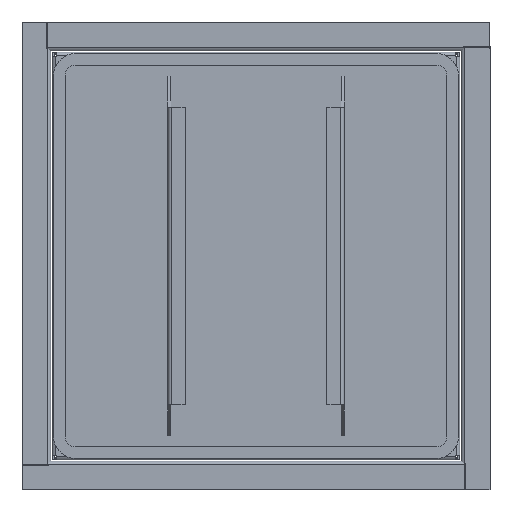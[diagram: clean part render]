
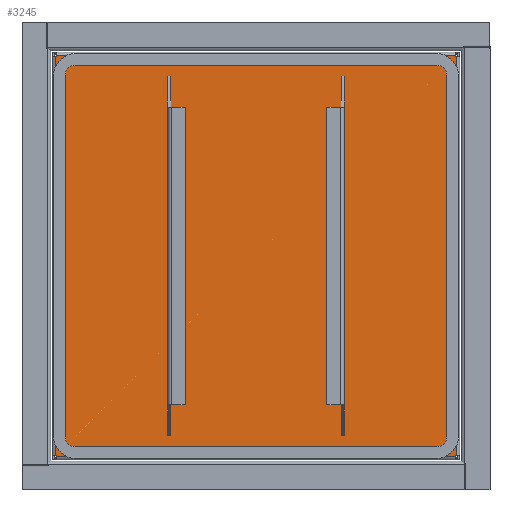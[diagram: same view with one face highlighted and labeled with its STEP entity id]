
A CAD part, front view. The second image highlights one B-rep face of the part: STEP entity #3245.
In plain terms, the highlighted face is planar.
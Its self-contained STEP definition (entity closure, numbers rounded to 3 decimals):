
#38 = DIRECTION ( 'NONE',  ( 0., -1., 0. ) ) ;
#137 = CARTESIAN_POINT ( 'NONE',  ( -138.1, 138.5, 39. ) ) ;
#139 = CARTESIAN_POINT ( 'NONE',  ( 138.5, -138.1, 39. ) ) ;
#171 = EDGE_CURVE ( 'NONE', #1346, #3530, #2758, .T. ) ;
#205 = DIRECTION ( 'NONE',  ( 1., 0., 0. ) ) ;
#213 = CARTESIAN_POINT ( 'NONE',  ( 138.1, -138.1, 39. ) ) ;
#217 = DIRECTION ( 'NONE',  ( -1., 0., 0. ) ) ;
#218 = CARTESIAN_POINT ( 'NONE',  ( -141.1, 138.1, 39. ) ) ;
#234 = CARTESIAN_POINT ( 'NONE',  ( 138.1, -141.1, 39. ) ) ;
#253 = EDGE_CURVE ( 'NONE', #1989, #2787, #298, .T. ) ;
#267 = LINE ( 'NONE', #689, #2519 ) ;
#298 = LINE ( 'NONE', #2080, #3415 ) ;
#417 = LINE ( 'NONE', #874, #2209 ) ;
#424 = CARTESIAN_POINT ( 'NONE',  ( -141.1, -138.1, 39. ) ) ;
#632 = EDGE_CURVE ( 'NONE', #3530, #3288, #1486, .T. ) ;
#651 = DIRECTION ( 'NONE',  ( 0., 1., 0. ) ) ;
#677 = ORIENTED_EDGE ( 'NONE', *, *, #2089, .T. ) ;
#685 = ORIENTED_EDGE ( 'NONE', *, *, #1947, .T. ) ;
#689 = CARTESIAN_POINT ( 'NONE',  ( 138.5, 138.1, 39. ) ) ;
#733 = VERTEX_POINT ( 'NONE', #2854 ) ;
#752 = AXIS2_PLACEMENT_3D ( 'NONE', #3167, #2685, #205 ) ;
#874 = CARTESIAN_POINT ( 'NONE',  ( 138.1, -138.5, 39. ) ) ;
#920 = VECTOR ( 'NONE', #3112, 1000. ) ;
#927 = CARTESIAN_POINT ( 'NONE',  ( -138.1, -138.1, 39. ) ) ;
#992 = ORIENTED_EDGE ( 'NONE', *, *, #1089, .T. ) ;
#1005 = CARTESIAN_POINT ( 'NONE',  ( 138.1, 138.1, 39. ) ) ;
#1023 = LINE ( 'NONE', #2756, #1765 ) ;
#1037 = CARTESIAN_POINT ( 'NONE',  ( -138.1, -141.1, 39. ) ) ;
#1065 = VERTEX_POINT ( 'NONE', #2750 ) ;
#1075 = ORIENTED_EDGE ( 'NONE', *, *, #171, .T. ) ;
#1081 = ORIENTED_EDGE ( 'NONE', *, *, #1291, .T. ) ;
#1089 = EDGE_CURVE ( 'NONE', #3251, #733, #1615, .T. ) ;
#1103 = EDGE_CURVE ( 'NONE', #3288, #2111, #417, .T. ) ;
#1175 = DIRECTION ( 'NONE',  ( 0., -1., 0. ) ) ;
#1188 = VECTOR ( 'NONE', #217, 1000. ) ;
#1236 = ORIENTED_EDGE ( 'NONE', *, *, #632, .T. ) ;
#1290 = ORIENTED_EDGE ( 'NONE', *, *, #1723, .T. ) ;
#1291 = EDGE_CURVE ( 'NONE', #1065, #3251, #1510, .T. ) ;
#1324 = PLANE ( 'NONE',  #752 ) ;
#1346 = VERTEX_POINT ( 'NONE', #2860 ) ;
#1381 = EDGE_LOOP ( 'NONE', ( #677, #685, #1075, #1236, #2783, #2248, #2612, #2388, #1081, #992, #1290, #2210 ) ) ;
#1454 = VECTOR ( 'NONE', #3146, 1000. ) ;
#1486 = LINE ( 'NONE', #1037, #3313 ) ;
#1490 = DIRECTION ( 'NONE',  ( -1., 0., 0. ) ) ;
#1495 = VECTOR ( 'NONE', #651, 1000. ) ;
#1510 = LINE ( 'NONE', #2842, #1188 ) ;
#1568 = DIRECTION ( 'NONE',  ( 1., 0., 0. ) ) ;
#1599 = EDGE_CURVE ( 'NONE', #2787, #1065, #267, .T. ) ;
#1615 = LINE ( 'NONE', #2003, #1495 ) ;
#1720 = DIRECTION ( 'NONE',  ( 1., 0., 0. ) ) ;
#1723 = EDGE_CURVE ( 'NONE', #733, #3156, #1770, .T. ) ;
#1765 = VECTOR ( 'NONE', #1175, 1000. ) ;
#1770 = LINE ( 'NONE', #137, #1454 ) ;
#1837 = CARTESIAN_POINT ( 'NONE',  ( -138.1, 138.1, 39. ) ) ;
#1947 = EDGE_CURVE ( 'NONE', #2327, #1346, #1023, .T. ) ;
#1957 = DIRECTION ( 'NONE',  ( 0., -1., 0. ) ) ;
#1989 = VERTEX_POINT ( 'NONE', #213 ) ;
#2003 = CARTESIAN_POINT ( 'NONE',  ( 138.1, -141.1, 39. ) ) ;
#2019 = CARTESIAN_POINT ( 'NONE',  ( -138.1, 138.5, 39. ) ) ;
#2080 = CARTESIAN_POINT ( 'NONE',  ( -141.1, -138.1, 39. ) ) ;
#2089 = EDGE_CURVE ( 'NONE', #2676, #2327, #3450, .T. ) ;
#2111 = VERTEX_POINT ( 'NONE', #2898 ) ;
#2123 = CARTESIAN_POINT ( 'NONE',  ( -138.1, -141.1, 39. ) ) ;
#2140 = VECTOR ( 'NONE', #1490, 1000. ) ;
#2200 = EDGE_CURVE ( 'NONE', #3156, #2676, #3222, .T. ) ;
#2209 = VECTOR ( 'NONE', #2552, 1000. ) ;
#2210 = ORIENTED_EDGE ( 'NONE', *, *, #2200, .T. ) ;
#2248 = ORIENTED_EDGE ( 'NONE', *, *, #2802, .T. ) ;
#2327 = VERTEX_POINT ( 'NONE', #2395 ) ;
#2388 = ORIENTED_EDGE ( 'NONE', *, *, #1599, .T. ) ;
#2395 = CARTESIAN_POINT ( 'NONE',  ( -138.5, 138.1, 39. ) ) ;
#2519 = VECTOR ( 'NONE', #3239, 1000. ) ;
#2552 = DIRECTION ( 'NONE',  ( 1., 0., 0. ) ) ;
#2567 = VECTOR ( 'NONE', #1720, 1000. ) ;
#2574 = VECTOR ( 'NONE', #1957, 1000. ) ;
#2612 = ORIENTED_EDGE ( 'NONE', *, *, #253, .T. ) ;
#2665 = LINE ( 'NONE', #234, #920 ) ;
#2676 = VERTEX_POINT ( 'NONE', #1837 ) ;
#2685 = DIRECTION ( 'NONE',  ( 0., 0., 1. ) ) ;
#2750 = CARTESIAN_POINT ( 'NONE',  ( 138.5, 138.1, 39. ) ) ;
#2756 = CARTESIAN_POINT ( 'NONE',  ( -138.5, -138.1, 39. ) ) ;
#2758 = LINE ( 'NONE', #424, #2567 ) ;
#2783 = ORIENTED_EDGE ( 'NONE', *, *, #1103, .T. ) ;
#2787 = VERTEX_POINT ( 'NONE', #139 ) ;
#2802 = EDGE_CURVE ( 'NONE', #2111, #1989, #2665, .T. ) ;
#2814 = CARTESIAN_POINT ( 'NONE',  ( -138.1, -138.5, 39. ) ) ;
#2842 = CARTESIAN_POINT ( 'NONE',  ( -141.1, 138.1, 39. ) ) ;
#2854 = CARTESIAN_POINT ( 'NONE',  ( 138.1, 138.5, 39. ) ) ;
#2860 = CARTESIAN_POINT ( 'NONE',  ( -138.5, -138.1, 39. ) ) ;
#2898 = CARTESIAN_POINT ( 'NONE',  ( 138.1, -138.5, 39. ) ) ;
#3112 = DIRECTION ( 'NONE',  ( 0., 1., 0. ) ) ;
#3146 = DIRECTION ( 'NONE',  ( -1., 0., 0. ) ) ;
#3156 = VERTEX_POINT ( 'NONE', #2019 ) ;
#3158 = FACE_OUTER_BOUND ( 'NONE', #1381, .T. ) ;
#3167 = CARTESIAN_POINT ( 'NONE',  ( -141.1, -141.1, 39. ) ) ;
#3222 = LINE ( 'NONE', #2123, #2574 ) ;
#3239 = DIRECTION ( 'NONE',  ( 0., 1., 0. ) ) ;
#3245 = ADVANCED_FACE ( 'NONE', ( #3158 ), #1324, .T. ) ;
#3251 = VERTEX_POINT ( 'NONE', #1005 ) ;
#3288 = VERTEX_POINT ( 'NONE', #2814 ) ;
#3313 = VECTOR ( 'NONE', #38, 1000. ) ;
#3415 = VECTOR ( 'NONE', #1568, 1000. ) ;
#3450 = LINE ( 'NONE', #218, #2140 ) ;
#3530 = VERTEX_POINT ( 'NONE', #927 ) ;
